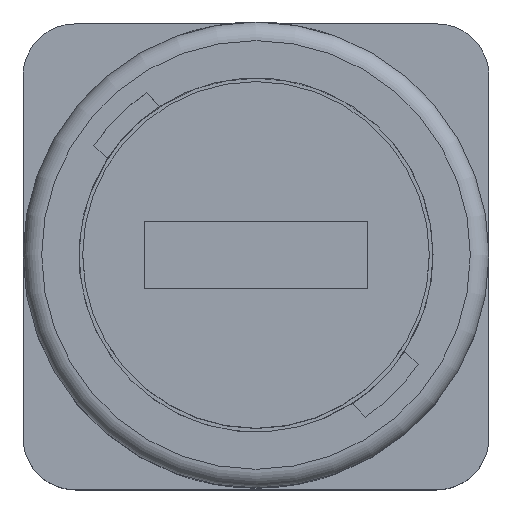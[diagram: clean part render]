
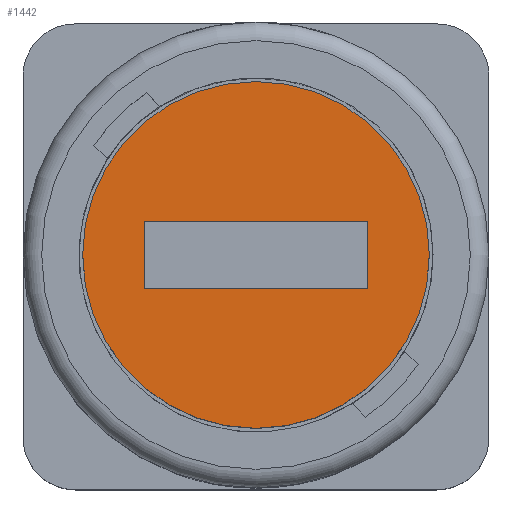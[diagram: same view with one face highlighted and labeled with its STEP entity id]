
A CAD part, top view. The second image highlights one B-rep face of the part: STEP entity #1442.
In plain terms, the highlighted planar face has unit normal (0, 0, 1).
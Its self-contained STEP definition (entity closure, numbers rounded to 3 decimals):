
#192=LINE('',#2351,#348);
#194=LINE('',#2355,#350);
#196=LINE('',#2359,#352);
#197=LINE('',#2361,#353);
#348=VECTOR('',#1943,1.);
#350=VECTOR('',#1947,1.);
#352=VECTOR('',#1951,1.);
#353=VECTOR('',#1954,1.);
#368=FACE_BOUND('',#557,.T.);
#455=FACE_OUTER_BOUND('',#556,.T.);
#556=EDGE_LOOP('',(#1277));
#557=EDGE_LOOP('',(#1278,#1279,#1280,#1281));
#589=CIRCLE('',#1566,4.65);
#712=VERTEX_POINT('',#2347);
#713=VERTEX_POINT('',#2349);
#714=VERTEX_POINT('',#2353);
#715=VERTEX_POINT('',#2357);
#717=VERTEX_POINT('',#2365);
#898=EDGE_CURVE('',#712,#713,#192,.T.);
#900=EDGE_CURVE('',#714,#712,#194,.T.);
#902=EDGE_CURVE('',#715,#714,#196,.T.);
#903=EDGE_CURVE('',#713,#715,#197,.T.);
#905=EDGE_CURVE('',#717,#717,#589,.T.);
#1277=ORIENTED_EDGE('',*,*,#905,.T.);
#1278=ORIENTED_EDGE('',*,*,#898,.T.);
#1279=ORIENTED_EDGE('',*,*,#903,.T.);
#1280=ORIENTED_EDGE('',*,*,#902,.T.);
#1281=ORIENTED_EDGE('',*,*,#900,.T.);
#1355=PLANE('',#1568);
#1442=ADVANCED_FACE('',(#455,#368),#1355,.T.);
#1566=AXIS2_PLACEMENT_3D('',#2366,#1959,#1960);
#1568=AXIS2_PLACEMENT_3D('',#2368,#1963,#1964);
#1943=DIRECTION('',(1.,0.,0.));
#1947=DIRECTION('',(0.,1.,0.));
#1951=DIRECTION('',(-1.,0.,0.));
#1954=DIRECTION('',(0.,-1.,0.));
#1959=DIRECTION('center_axis',(0.,0.,1.));
#1960=DIRECTION('ref_axis',(1.,0.,0.));
#1963=DIRECTION('center_axis',(0.,0.,1.));
#1964=DIRECTION('ref_axis',(1.,0.,0.));
#2347=CARTESIAN_POINT('',(-3.,0.9,32.6));
#2349=CARTESIAN_POINT('',(3.,0.9,32.6));
#2351=CARTESIAN_POINT('',(0.,0.9,32.6));
#2353=CARTESIAN_POINT('',(-3.,-0.9,32.6));
#2355=CARTESIAN_POINT('',(-3.,0.,32.6));
#2357=CARTESIAN_POINT('',(3.,-0.9,32.6));
#2359=CARTESIAN_POINT('',(0.,-0.9,32.6));
#2361=CARTESIAN_POINT('',(3.,0.,32.6));
#2365=CARTESIAN_POINT('',(4.65,0.,32.6));
#2366=CARTESIAN_POINT('Origin',(0.,0.,32.6));
#2368=CARTESIAN_POINT('Origin',(0.,0.,32.6));
